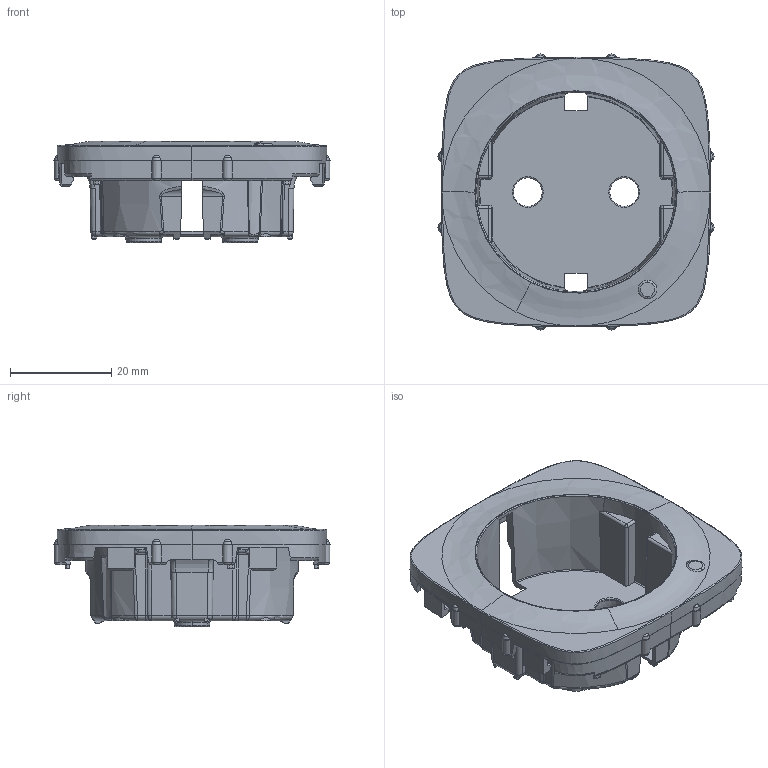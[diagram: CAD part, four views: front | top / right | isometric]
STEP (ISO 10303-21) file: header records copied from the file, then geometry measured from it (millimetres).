
FILE_DESCRIPTION(('CATIA V5 STEP Exchange','CAx-IF Rec.Pracs.--- Model Styling and Organization---1.4--- 2014-01-23'),'2;1');
FILE_NAME('754855_AllCATPart.stp','2020-02-18T14:41:25+00:00',('none'),('none'),'CATIA Version 5-6 Release 2017 SP3','CATIA V5 STEP AP214','none');
FILE_SCHEMA(('AUTOMOTIVE_DESIGN { 1 0 10303 214 1 1 1 1 }'));
Products named in the file (1): 754855_AllCATPart
Bounding box: 54.4 x 54.4 x 19.95 mm (x, y, z)
Volume: 7874.9 mm3; surface area: 11785.7 mm2
Topology: 1 solids, 1 shells, 3277 faces, 9561 edges, 6297 vertices
Faces by surface type: plane 2874, bspline 167, cylinder 84, cone 69, torus 44, sphere 32, extrusion 7
Entity records: 126292 total; most frequent: CARTESIAN_POINT 49462, ORIENTED_EDGE 19062, EDGE_CURVE 9531, DIRECTION 9486, VERTEX_POINT 6297, B_SPLINE_CURVE_WITH_KNOTS 5877, VECTOR 3373, LINE 3366
